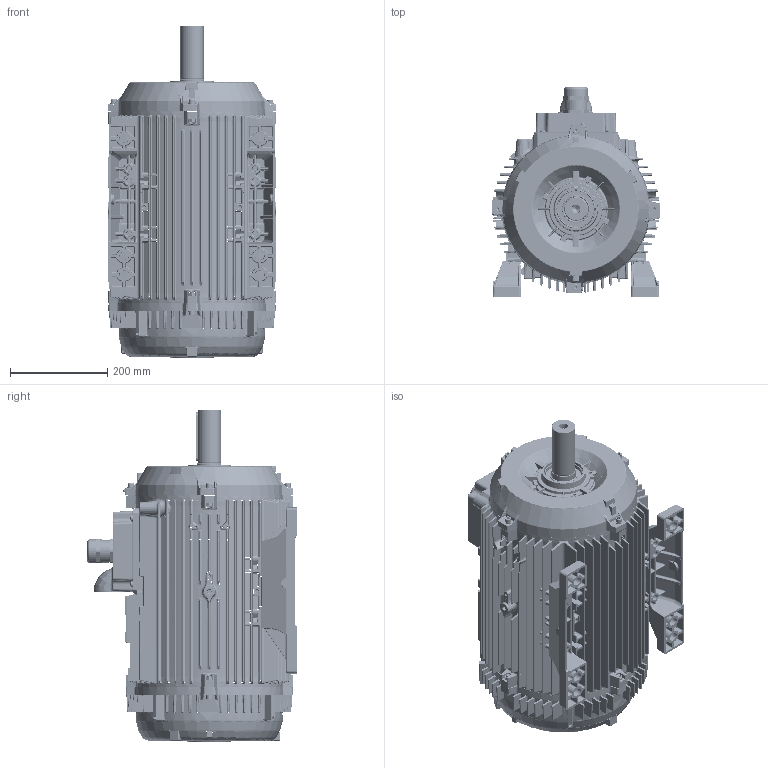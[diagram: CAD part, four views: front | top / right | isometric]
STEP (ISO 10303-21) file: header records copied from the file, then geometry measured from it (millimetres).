
FILE_DESCRIPTION(/* description */ (''),/* implementation_level */ '2;1');
FILE_NAME(/* name */ '652171001_001-DIS GORUNUS S2H180 DTM DERIN KAPAK.stp',/* time_stamp */ '2024-07-30T09:27:09+03:00',/* author */ (''),/* organization */ (''),/* preprocessor_version */ 'ST-DEVELOPER v18.102',/* originating_system */ 'SIEMENS PLM Software NX2206.8101',/* authorisation */ '');
FILE_SCHEMA (('AP203_CONFIGURATION_CONTROLLED_3D_DESIGN_OF_MECHANICAL_PARTS_AND_ASSEMBLIES_MIM_LF { 1 0 10303 403 2 1 2}'));
Products named in the file (1): 001_objects
Bounding box: 346 x 431 x 682.5 mm (x, y, z)
Surface area: 1840774.5 mm2 (no closed solid volume)
Topology: 0 solids, 103 shells, 7239 faces, 21116 edges, 12774 vertices
Faces by surface type: bspline 2332, cylinder 2282, plane 1515, sphere 525, cone 365, torus 220
Full cylindrical faces by diameter (mm): 5.6 x4, 6.9 x1, 8 x3, 12 x4, 12.73 x8, 14 x1, 17 x1, 32 x1, 40 x1, 45.339 x1, 46.838 x1, 47.4 x1, 48 x1, 49.505 x2, 50 x1, 62 x1, 75.8 x1, 76 x1, 80 x2
Entity records: 336044 total; most frequent: CARTESIAN_POINT 130378, ORIENTED_EDGE 34930, DIRECTION 32266, EDGE_CURVE 20532, AXIS2_PLACEMENT_3D 12908, VERTEX_POINT 12716, EDGE_LOOP 7643, ADVANCED_FACE 7239
